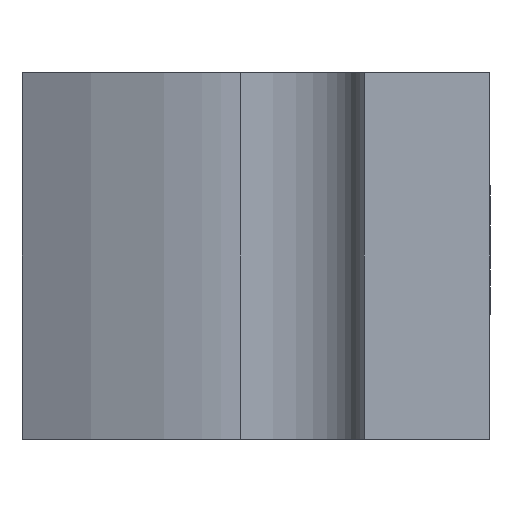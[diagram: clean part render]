
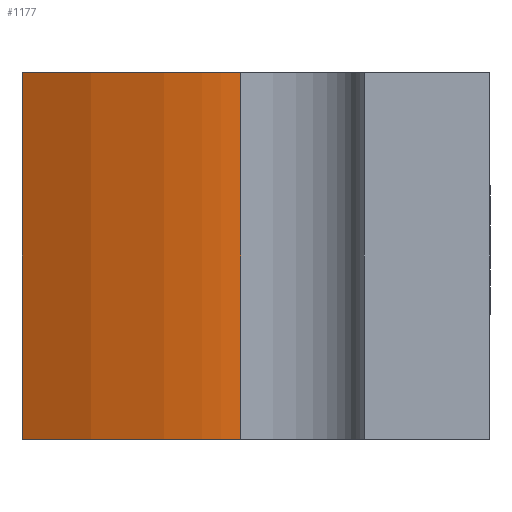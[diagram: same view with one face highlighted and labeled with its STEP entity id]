
A CAD part, front view. The second image highlights one B-rep face of the part: STEP entity #1177.
In plain terms, the highlighted free-form (B-spline) face has degree [3, 1] with [20, 2] control points.
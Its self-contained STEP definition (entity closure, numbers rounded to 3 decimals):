
#53=B_SPLINE_SURFACE_WITH_KNOTS('',3,1,((#5742,#5743),(#5744,#5745),(#5746,
#5747),(#5748,#5749),(#5750,#5751),(#5752,#5753),(#5754,#5755),(#5756,#5757),
(#5758,#5759),(#5760,#5761),(#5762,#5763),(#5764,#5765),(#5766,#5767),(#5768,
#5769),(#5770,#5771),(#5772,#5773),(#5774,#5775),(#5776,#5777),(#5778,#5779),
(#5780,#5781)),.UNSPECIFIED.,.F.,.F.,.F.,(4,1,1,1,1,1,1,1,1,1,1,1,1,1,1,
1,1,4),(2,2),(-1.017,-0.954,-0.89,-0.827,
-0.763,-0.699,-0.636,-0.572,
-0.509,-0.445,-0.381,-0.318,
-0.254,-0.191,-0.127,-0.064,
-0.032,0.),(0.,1.6),.UNSPECIFIED.);
#93=B_SPLINE_CURVE_WITH_KNOTS('',3,(#2506,#2507,#2508,#2509,#2510,#2511,
#2512,#2513,#2514,#2515,#2516,#2517,#2518,#2519,#2520,#2521,#2522,#2523,
#2524,#2525),.UNSPECIFIED.,.F.,.F.,(4,1,1,1,1,1,1,1,1,1,1,1,1,1,1,1,1,4),
(-1.017,-0.954,-0.89,-0.827,
-0.763,-0.699,-0.636,-0.572,
-0.509,-0.445,-0.381,-0.318,
-0.254,-0.191,-0.127,-0.064,
-0.032,0.),.UNSPECIFIED.);
#96=B_SPLINE_CURVE_WITH_KNOTS('',3,(#2605,#2606,#2607,#2608,#2609,#2610,
#2611,#2612,#2613,#2614,#2615,#2616,#2617,#2618,#2619,#2620,#2621,#2622,
#2623,#2624),.UNSPECIFIED.,.F.,.F.,(4,1,1,1,1,1,1,1,1,1,1,1,1,1,1,1,1,4),
(-1.017,-0.954,-0.89,-0.827,
-0.763,-0.699,-0.636,-0.572,
-0.509,-0.445,-0.381,-0.318,
-0.254,-0.191,-0.127,-0.064,
-0.032,0.),.UNSPECIFIED.);
#208=FACE_OUTER_BOUND('',#277,.T.);
#277=EDGE_LOOP('',(#1093,#1094,#1095,#1096));
#346=LINE('',#5741,#415);
#347=LINE('',#5782,#416);
#415=VECTOR('',#1419,10.);
#416=VECTOR('',#1420,10.);
#509=VERTEX_POINT('',#2503);
#510=VERTEX_POINT('',#2505);
#516=VERTEX_POINT('',#2571);
#517=VERTEX_POINT('',#2604);
#632=EDGE_CURVE('',#509,#510,#93,.T.);
#641=EDGE_CURVE('',#517,#516,#96,.T.);
#744=EDGE_CURVE('',#516,#510,#346,.T.);
#745=EDGE_CURVE('',#517,#509,#347,.T.);
#1093=ORIENTED_EDGE('',*,*,#641,.T.);
#1094=ORIENTED_EDGE('',*,*,#744,.T.);
#1095=ORIENTED_EDGE('',*,*,#632,.F.);
#1096=ORIENTED_EDGE('',*,*,#745,.F.);
#1177=ADVANCED_FACE('',(#208),#53,.T.);
#1419=DIRECTION('',(0.,0.,1.));
#1420=DIRECTION('',(0.,0.,1.));
#2503=CARTESIAN_POINT('',(-47.009,7.737,16.));
#2505=CARTESIAN_POINT('',(-37.488,4.515,16.));
#2506=CARTESIAN_POINT('Ctrl Pts',(-47.009,7.737,16.));
#2507=CARTESIAN_POINT('Ctrl Pts',(-46.827,7.628,16.));
#2508=CARTESIAN_POINT('Ctrl Pts',(-46.464,7.41,16.));
#2509=CARTESIAN_POINT('Ctrl Pts',(-45.91,7.099,16.));
#2510=CARTESIAN_POINT('Ctrl Pts',(-45.349,6.798,16.));
#2511=CARTESIAN_POINT('Ctrl Pts',(-44.782,6.511,16.));
#2512=CARTESIAN_POINT('Ctrl Pts',(-44.208,6.237,16.));
#2513=CARTESIAN_POINT('Ctrl Pts',(-43.628,5.978,16.));
#2514=CARTESIAN_POINT('Ctrl Pts',(-43.04,5.733,16.));
#2515=CARTESIAN_POINT('Ctrl Pts',(-42.447,5.505,16.));
#2516=CARTESIAN_POINT('Ctrl Pts',(-41.847,5.294,16.));
#2517=CARTESIAN_POINT('Ctrl Pts',(-41.241,5.102,16.));
#2518=CARTESIAN_POINT('Ctrl Pts',(-40.629,4.931,16.));
#2519=CARTESIAN_POINT('Ctrl Pts',(-40.01,4.782,16.));
#2520=CARTESIAN_POINT('Ctrl Pts',(-39.386,4.658,16.));
#2521=CARTESIAN_POINT('Ctrl Pts',(-38.757,4.563,16.));
#2522=CARTESIAN_POINT('Ctrl Pts',(-38.23,4.516,16.));
#2523=CARTESIAN_POINT('Ctrl Pts',(-37.806,4.5,16.));
#2524=CARTESIAN_POINT('Ctrl Pts',(-37.594,4.51,16.));
#2525=CARTESIAN_POINT('Ctrl Pts',(-37.488,4.515,16.));
#2571=CARTESIAN_POINT('',(-37.488,4.515,0.));
#2604=CARTESIAN_POINT('',(-47.009,7.737,0.));
#2605=CARTESIAN_POINT('Ctrl Pts',(-47.009,7.737,0.));
#2606=CARTESIAN_POINT('Ctrl Pts',(-46.827,7.628,0.));
#2607=CARTESIAN_POINT('Ctrl Pts',(-46.464,7.41,0.));
#2608=CARTESIAN_POINT('Ctrl Pts',(-45.91,7.099,0.));
#2609=CARTESIAN_POINT('Ctrl Pts',(-45.349,6.798,0.));
#2610=CARTESIAN_POINT('Ctrl Pts',(-44.782,6.511,0.));
#2611=CARTESIAN_POINT('Ctrl Pts',(-44.208,6.237,0.));
#2612=CARTESIAN_POINT('Ctrl Pts',(-43.628,5.978,0.));
#2613=CARTESIAN_POINT('Ctrl Pts',(-43.04,5.733,0.));
#2614=CARTESIAN_POINT('Ctrl Pts',(-42.447,5.505,0.));
#2615=CARTESIAN_POINT('Ctrl Pts',(-41.847,5.294,0.));
#2616=CARTESIAN_POINT('Ctrl Pts',(-41.241,5.102,0.));
#2617=CARTESIAN_POINT('Ctrl Pts',(-40.629,4.931,0.));
#2618=CARTESIAN_POINT('Ctrl Pts',(-40.01,4.782,0.));
#2619=CARTESIAN_POINT('Ctrl Pts',(-39.386,4.658,0.));
#2620=CARTESIAN_POINT('Ctrl Pts',(-38.757,4.563,0.));
#2621=CARTESIAN_POINT('Ctrl Pts',(-38.23,4.516,0.));
#2622=CARTESIAN_POINT('Ctrl Pts',(-37.806,4.5,0.));
#2623=CARTESIAN_POINT('Ctrl Pts',(-37.594,4.51,0.));
#2624=CARTESIAN_POINT('Ctrl Pts',(-37.488,4.515,0.));
#5741=CARTESIAN_POINT('',(-37.488,4.515,0.));
#5742=CARTESIAN_POINT('Ctrl Pts',(-47.009,7.737,0.));
#5743=CARTESIAN_POINT('Ctrl Pts',(-47.009,7.737,16.));
#5744=CARTESIAN_POINT('Ctrl Pts',(-46.827,7.628,0.));
#5745=CARTESIAN_POINT('Ctrl Pts',(-46.827,7.628,16.));
#5746=CARTESIAN_POINT('Ctrl Pts',(-46.464,7.41,0.));
#5747=CARTESIAN_POINT('Ctrl Pts',(-46.464,7.41,16.));
#5748=CARTESIAN_POINT('Ctrl Pts',(-45.91,7.099,0.));
#5749=CARTESIAN_POINT('Ctrl Pts',(-45.91,7.099,16.));
#5750=CARTESIAN_POINT('Ctrl Pts',(-45.349,6.798,0.));
#5751=CARTESIAN_POINT('Ctrl Pts',(-45.349,6.798,16.));
#5752=CARTESIAN_POINT('Ctrl Pts',(-44.782,6.511,0.));
#5753=CARTESIAN_POINT('Ctrl Pts',(-44.782,6.511,16.));
#5754=CARTESIAN_POINT('Ctrl Pts',(-44.208,6.237,0.));
#5755=CARTESIAN_POINT('Ctrl Pts',(-44.208,6.237,16.));
#5756=CARTESIAN_POINT('Ctrl Pts',(-43.628,5.978,0.));
#5757=CARTESIAN_POINT('Ctrl Pts',(-43.628,5.978,16.));
#5758=CARTESIAN_POINT('Ctrl Pts',(-43.04,5.733,0.));
#5759=CARTESIAN_POINT('Ctrl Pts',(-43.04,5.733,16.));
#5760=CARTESIAN_POINT('Ctrl Pts',(-42.447,5.505,0.));
#5761=CARTESIAN_POINT('Ctrl Pts',(-42.447,5.505,16.));
#5762=CARTESIAN_POINT('Ctrl Pts',(-41.847,5.294,0.));
#5763=CARTESIAN_POINT('Ctrl Pts',(-41.847,5.294,16.));
#5764=CARTESIAN_POINT('Ctrl Pts',(-41.241,5.102,0.));
#5765=CARTESIAN_POINT('Ctrl Pts',(-41.241,5.102,16.));
#5766=CARTESIAN_POINT('Ctrl Pts',(-40.629,4.931,0.));
#5767=CARTESIAN_POINT('Ctrl Pts',(-40.629,4.931,16.));
#5768=CARTESIAN_POINT('Ctrl Pts',(-40.01,4.782,0.));
#5769=CARTESIAN_POINT('Ctrl Pts',(-40.01,4.782,16.));
#5770=CARTESIAN_POINT('Ctrl Pts',(-39.386,4.658,0.));
#5771=CARTESIAN_POINT('Ctrl Pts',(-39.386,4.658,16.));
#5772=CARTESIAN_POINT('Ctrl Pts',(-38.757,4.563,0.));
#5773=CARTESIAN_POINT('Ctrl Pts',(-38.757,4.563,16.));
#5774=CARTESIAN_POINT('Ctrl Pts',(-38.23,4.516,0.));
#5775=CARTESIAN_POINT('Ctrl Pts',(-38.23,4.516,16.));
#5776=CARTESIAN_POINT('Ctrl Pts',(-37.806,4.5,0.));
#5777=CARTESIAN_POINT('Ctrl Pts',(-37.806,4.5,16.));
#5778=CARTESIAN_POINT('Ctrl Pts',(-37.594,4.51,0.));
#5779=CARTESIAN_POINT('Ctrl Pts',(-37.594,4.51,16.));
#5780=CARTESIAN_POINT('Ctrl Pts',(-37.488,4.515,0.));
#5781=CARTESIAN_POINT('Ctrl Pts',(-37.488,4.515,16.));
#5782=CARTESIAN_POINT('',(-47.009,7.737,0.));
